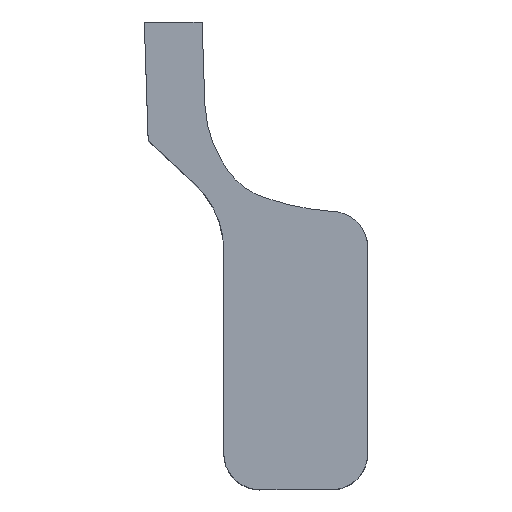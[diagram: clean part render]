
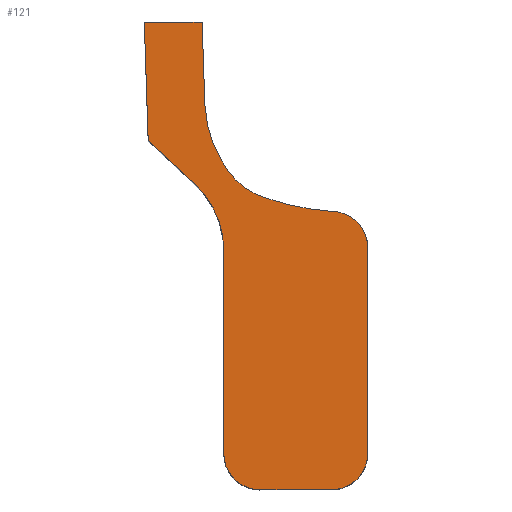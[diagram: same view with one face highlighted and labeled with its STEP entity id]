
A CAD part, top view. The second image highlights one B-rep face of the part: STEP entity #121.
In plain terms, the highlighted planar face has unit normal (0, 0, 1).
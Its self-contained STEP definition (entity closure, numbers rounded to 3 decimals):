
#121=ADVANCED_FACE('',(#309),#311,.T.);
#309=FACE_BOUND('',#310,.T.);
#310=EDGE_LOOP('',(#472,#473,#474,#475,#476,#477,#478,#479,#480,#481,#482,#483,#484,
#485));
#311=PLANE('',#312);
#312=AXIS2_PLACEMENT_3D('',#313,#314,#315);
#313=CARTESIAN_POINT('',(0.,0.,18.));
#314=DIRECTION('',(0.,0.,1.));
#315=DIRECTION('',(1.,0.,0.));
#472=ORIENTED_EDGE('',*,*,#599,.T.);
#473=ORIENTED_EDGE('',*,*,#600,.T.);
#474=ORIENTED_EDGE('',*,*,#601,.T.);
#475=ORIENTED_EDGE('',*,*,#602,.T.);
#476=ORIENTED_EDGE('',*,*,#603,.T.);
#477=ORIENTED_EDGE('',*,*,#604,.T.);
#478=ORIENTED_EDGE('',*,*,#605,.T.);
#479=ORIENTED_EDGE('',*,*,#606,.T.);
#480=ORIENTED_EDGE('',*,*,#607,.T.);
#481=ORIENTED_EDGE('',*,*,#584,.T.);
#482=ORIENTED_EDGE('',*,*,#567,.T.);
#483=ORIENTED_EDGE('',*,*,#564,.T.);
#484=ORIENTED_EDGE('',*,*,#571,.T.);
#485=ORIENTED_EDGE('',*,*,#595,.T.);
#564=EDGE_CURVE('',#635,#633,#636,.T.);
#567=EDGE_CURVE('',#640,#635,#641,.T.);
#571=EDGE_CURVE('',#633,#645,#647,.T.);
#584=EDGE_CURVE('',#672,#640,#673,.T.);
#595=EDGE_CURVE('',#645,#692,#694,.T.);
#599=EDGE_CURVE('',#692,#699,#700,.T.);
#600=EDGE_CURVE('',#699,#701,#702,.T.);
#601=EDGE_CURVE('',#701,#703,#704,.T.);
#602=EDGE_CURVE('',#703,#705,#706,.T.);
#603=EDGE_CURVE('',#705,#707,#708,.T.);
#604=EDGE_CURVE('',#707,#709,#710,.T.);
#605=EDGE_CURVE('',#709,#711,#712,.T.);
#606=EDGE_CURVE('',#711,#713,#714,.T.);
#607=EDGE_CURVE('',#713,#672,#715,.T.);
#633=VERTEX_POINT('',#751);
#635=VERTEX_POINT('',#755);
#636=LINE('',#756,#757);
#640=VERTEX_POINT('',#767);
#641=CIRCLE('',#768,2.);
#645=VERTEX_POINT('',#780);
#647=CIRCLE('',#784,2.);
#672=VERTEX_POINT('',#842);
#673=LINE('',#843,#844);
#692=VERTEX_POINT('',#894);
#694=LINE('',#898,#899);
#699=VERTEX_POINT('',#912);
#700=CIRCLE('',#913,2.);
#701=VERTEX_POINT('',#917);
#702=CIRCLE('',#918,14.673);
#703=VERTEX_POINT('',#922);
#704=CIRCLE('',#923,4.122);
#705=VERTEX_POINT('',#927);
#706=CIRCLE('',#928,6.638);
#707=VERTEX_POINT('',#932);
#708=LINE('',#933,#934);
#709=VERTEX_POINT('',#936);
#710=LINE('',#937,#938);
#711=VERTEX_POINT('',#940);
#712=LINE('',#941,#942);
#713=VERTEX_POINT('',#944);
#714=LINE('',#945,#946);
#715=CIRCLE('',#948,5.);
#751=CARTESIAN_POINT('',(6.,-11.,18.));
#755=CARTESIAN_POINT('',(2.,-11.,18.));
#756=CARTESIAN_POINT('',(2.,-11.,18.));
#757=VECTOR('',#758,1.);
#758=DIRECTION('',(1.,0.,0.));
#767=CARTESIAN_POINT('',(0.,-9.,18.));
#768=AXIS2_PLACEMENT_3D('',#769,#770,#771);
#769=CARTESIAN_POINT('',(2.,-9.,18.));
#770=DIRECTION('',(0.,0.,1.));
#771=DIRECTION('',(-1.,0.,0.));
#780=CARTESIAN_POINT('',(8.,-9.,18.));
#784=AXIS2_PLACEMENT_3D('',#785,#786,#787);
#785=CARTESIAN_POINT('',(6.,-9.,18.));
#786=DIRECTION('',(0.,0.,1.));
#787=DIRECTION('',(0.,-1.,0.));
#842=CARTESIAN_POINT('',(0.,2.3,18.));
#843=CARTESIAN_POINT('',(0.,2.3,18.));
#844=VECTOR('',#845,1.);
#845=DIRECTION('',(0.,-1.,0.));
#894=CARTESIAN_POINT('',(8.,2.471,18.));
#898=CARTESIAN_POINT('',(8.,-9.,18.));
#899=VECTOR('',#900,1.);
#900=DIRECTION('',(0.,1.,0.));
#912=CARTESIAN_POINT('',(6.,4.471,18.));
#913=AXIS2_PLACEMENT_3D('',#914,#915,#916);
#914=CARTESIAN_POINT('',(6.,2.471,18.));
#915=DIRECTION('',(0.,0.,1.));
#916=DIRECTION('',(1.,0.,0.));
#917=CARTESIAN_POINT('',(2.449,5.179,18.));
#918=AXIS2_PLACEMENT_3D('',#919,#920,#921);
#919=CARTESIAN_POINT('',(7.073,19.105,18.));
#920=DIRECTION('',(0.,0.,-1.));
#921=DIRECTION('',(-0.073,-0.997,0.));
#922=CARTESIAN_POINT('',(-0.14,7.337,18.));
#923=AXIS2_PLACEMENT_3D('',#924,#925,#926);
#924=CARTESIAN_POINT('',(3.563,9.148,18.));
#925=DIRECTION('',(0.,0.,-1.));
#926=DIRECTION('',(-0.27,-0.963,0.));
#927=CARTESIAN_POINT('',(-1.055,10.394,18.));
#928=AXIS2_PLACEMENT_3D('',#929,#930,#931);
#929=CARTESIAN_POINT('',(5.576,10.713,18.));
#930=DIRECTION('',(0.,0.,-1.));
#931=DIRECTION('',(-0.861,-0.508,0.));
#932=CARTESIAN_POINT('',(-1.205,15.,18.));
#933=CARTESIAN_POINT('',(-1.055,10.394,18.));
#934=VECTOR('',#935,1.);
#935=DIRECTION('',(-0.033,0.999,0.));
#936=CARTESIAN_POINT('',(-4.42,15.,18.));
#937=CARTESIAN_POINT('',(-1.205,15.,18.));
#938=VECTOR('',#939,1.);
#939=DIRECTION('',(-1.,0.,0.));
#940=CARTESIAN_POINT('',(-4.205,8.4,18.));
#941=CARTESIAN_POINT('',(-4.42,15.,18.));
#942=VECTOR('',#943,1.);
#943=DIRECTION('',(0.033,-0.999,0.));
#944=CARTESIAN_POINT('',(-1.586,5.953,18.));
#945=CARTESIAN_POINT('',(-4.205,8.4,18.));
#946=VECTOR('',#947,1.);
#947=DIRECTION('',(0.731,-0.683,0.));
#948=AXIS2_PLACEMENT_3D('',#949,#950,#951);
#949=CARTESIAN_POINT('',(-5.,2.3,18.));
#950=DIRECTION('',(0.,0.,-1.));
#951=DIRECTION('',(0.683,0.731,0.));
